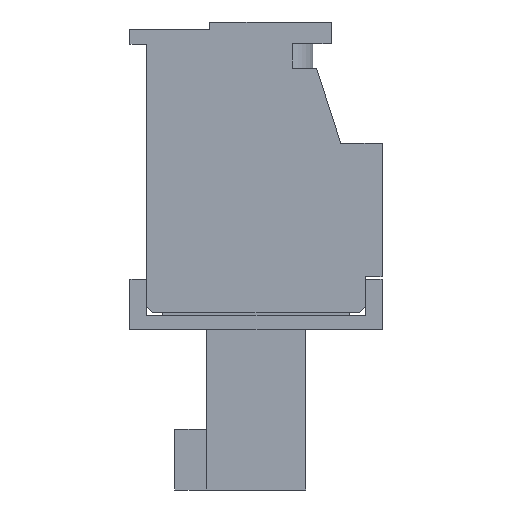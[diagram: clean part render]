
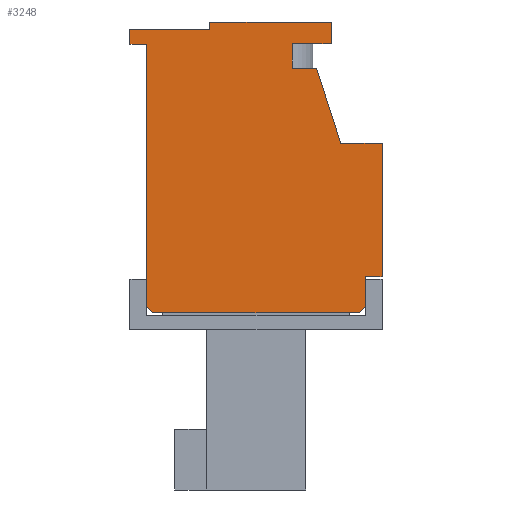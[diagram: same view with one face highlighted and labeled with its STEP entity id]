
A CAD part, left-side view. The second image highlights one B-rep face of the part: STEP entity #3248.
In plain terms, the highlighted planar face has unit normal (-1, 0, 0).
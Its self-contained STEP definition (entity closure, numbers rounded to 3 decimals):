
#3248 = ADVANCED_FACE( '', ( #6862 ), #6863, .T. );
#6862 = FACE_OUTER_BOUND( '', #10954, .T. );
#6863 = PLANE( '', #10955 );
#10954 = EDGE_LOOP( '', ( #19856, #19857, #19858, #19859, #19860, #19861, #19862, #19863, #19864, #19865, #19866, #19867, #19868, #19869, #19870, #19871, #19872, #19873 ) );
#10955 = AXIS2_PLACEMENT_3D( '', #19874, #19875, #19876 );
#19856 = ORIENTED_EDGE( '', *, *, #28576, .T. );
#19857 = ORIENTED_EDGE( '', *, *, #27602, .T. );
#19858 = ORIENTED_EDGE( '', *, *, #28577, .F. );
#19859 = ORIENTED_EDGE( '', *, *, #28578, .T. );
#19860 = ORIENTED_EDGE( '', *, *, #28579, .T. );
#19861 = ORIENTED_EDGE( '', *, *, #28310, .T. );
#19862 = ORIENTED_EDGE( '', *, *, #25023, .T. );
#19863 = ORIENTED_EDGE( '', *, *, #25262, .T. );
#19864 = ORIENTED_EDGE( '', *, *, #27442, .T. );
#19865 = ORIENTED_EDGE( '', *, *, #28172, .T. );
#19866 = ORIENTED_EDGE( '', *, *, #28580, .T. );
#19867 = ORIENTED_EDGE( '', *, *, #28581, .T. );
#19868 = ORIENTED_EDGE( '', *, *, #28011, .T. );
#19869 = ORIENTED_EDGE( '', *, *, #28582, .T. );
#19870 = ORIENTED_EDGE( '', *, *, #26479, .T. );
#19871 = ORIENTED_EDGE( '', *, *, #28073, .T. );
#19872 = ORIENTED_EDGE( '', *, *, #27973, .T. );
#19873 = ORIENTED_EDGE( '', *, *, #28100, .T. );
#19874 = CARTESIAN_POINT( '', ( -21., 0., 0. ) );
#19875 = DIRECTION( '', ( -1., 0., 0. ) );
#19876 = DIRECTION( '', ( 0., 0., 1. ) );
#25023 = EDGE_CURVE( '', #29864, #29964, #29966, .T. );
#25262 = EDGE_CURVE( '', #29964, #30394, #30395, .T. );
#26479 = EDGE_CURVE( '', #32486, #32487, #32488, .T. );
#27442 = EDGE_CURVE( '', #30394, #33976, #33977, .T. );
#27602 = EDGE_CURVE( '', #34208, #34206, #34209, .T. );
#27973 = EDGE_CURVE( '', #34717, #34718, #34719, .T. );
#28011 = EDGE_CURVE( '', #34769, #34770, #34771, .T. );
#28073 = EDGE_CURVE( '', #32487, #34717, #34856, .T. );
#28100 = EDGE_CURVE( '', #34718, #34891, #34892, .T. );
#28172 = EDGE_CURVE( '', #33976, #34986, #34988, .T. );
#28310 = EDGE_CURVE( '', #35170, #29864, #35172, .T. );
#28576 = EDGE_CURVE( '', #34891, #34208, #35520, .T. );
#28577 = EDGE_CURVE( '', #35521, #34206, #35522, .T. );
#28578 = EDGE_CURVE( '', #35521, #35523, #35524, .T. );
#28579 = EDGE_CURVE( '', #35523, #35170, #35525, .T. );
#28580 = EDGE_CURVE( '', #34986, #35526, #35527, .T. );
#28581 = EDGE_CURVE( '', #35526, #34769, #35528, .T. );
#28582 = EDGE_CURVE( '', #34770, #32486, #35529, .T. );
#29864 = VERTEX_POINT( '', #37038 );
#29964 = VERTEX_POINT( '', #37188 );
#29966 = LINE( '', #37191, #37192 );
#30394 = VERTEX_POINT( '', #37816 );
#30395 = LINE( '', #37817, #37818 );
#32486 = VERTEX_POINT( '', #40909 );
#32487 = VERTEX_POINT( '', #40910 );
#32488 = LINE( '', #40911, #40912 );
#33976 = VERTEX_POINT( '', #43164 );
#33977 = LINE( '', #43165, #43166 );
#34206 = VERTEX_POINT( '', #43511 );
#34208 = VERTEX_POINT( '', #43514 );
#34209 = LINE( '', #43515, #43516 );
#34717 = VERTEX_POINT( '', #44269 );
#34718 = VERTEX_POINT( '', #44270 );
#34719 = LINE( '', #44271, #44272 );
#34769 = VERTEX_POINT( '', #44348 );
#34770 = VERTEX_POINT( '', #44349 );
#34771 = LINE( '', #44350, #44351 );
#34856 = LINE( '', #44479, #44480 );
#34891 = VERTEX_POINT( '', #44530 );
#34892 = LINE( '', #44531, #44532 );
#34986 = VERTEX_POINT( '', #44678 );
#34988 = LINE( '', #44681, #44682 );
#35170 = VERTEX_POINT( '', #44951 );
#35172 = LINE( '', #44954, #44955 );
#35520 = LINE( '', #45477, #45478 );
#35521 = VERTEX_POINT( '', #45479 );
#35522 = LINE( '', #45480, #45481 );
#35523 = VERTEX_POINT( '', #45482 );
#35524 = LINE( '', #45483, #45484 );
#35525 = LINE( '', #45485, #45486 );
#35526 = VERTEX_POINT( '', #45487 );
#35527 = LINE( '', #45488, #45489 );
#35528 = LINE( '', #45490, #45491 );
#35529 = LINE( '', #45492, #45493 );
#37038 = CARTESIAN_POINT( '', ( -21., -5.2, -3.79 ) );
#37188 = CARTESIAN_POINT( '', ( -21., -5.2, 1.71 ) );
#37191 = CARTESIAN_POINT( '', ( -21., -5.2, -3.79 ) );
#37192 = VECTOR( '', #47467, 1000. );
#37816 = CARTESIAN_POINT( '', ( -21., -3.5, 1.71 ) );
#37817 = CARTESIAN_POINT( '', ( -21., -5.2, 1.71 ) );
#37818 = VECTOR( '', #47696, 1000. );
#40909 = CARTESIAN_POINT( '', ( -21., 1.9, 6.71 ) );
#40910 = CARTESIAN_POINT( '', ( -21., 1.9, 6.41 ) );
#40911 = CARTESIAN_POINT( '', ( -21., 1.9, 6.71 ) );
#40912 = VECTOR( '', #48851, 1000. );
#43164 = CARTESIAN_POINT( '', ( -21., -2.5, 4.81 ) );
#43165 = CARTESIAN_POINT( '', ( -21., -3.5, 1.71 ) );
#43166 = VECTOR( '', #49739, 1000. );
#43511 = CARTESIAN_POINT( '', ( -21., 4.25, -5.29 ) );
#43514 = CARTESIAN_POINT( '', ( -21., 4.5, -5.04 ) );
#43515 = CARTESIAN_POINT( '', ( -21., 4.77, -4.77 ) );
#43516 = VECTOR( '', #49876, 1000. );
#44269 = CARTESIAN_POINT( '', ( -21., 5.2, 6.41 ) );
#44270 = CARTESIAN_POINT( '', ( -21., 5.2, 5.79 ) );
#44271 = CARTESIAN_POINT( '', ( -21., 5.2, 6.41 ) );
#44272 = VECTOR( '', #50196, 1000. );
#44348 = CARTESIAN_POINT( '', ( -21., -3.1, 5.81 ) );
#44349 = CARTESIAN_POINT( '', ( -21., -3.1, 6.71 ) );
#44350 = CARTESIAN_POINT( '', ( -21., -3.1, 5.81 ) );
#44351 = VECTOR( '', #50223, 1000. );
#44479 = CARTESIAN_POINT( '', ( -21., 1.9, 6.41 ) );
#44480 = VECTOR( '', #50272, 1000. );
#44530 = CARTESIAN_POINT( '', ( -21., 4.5, 5.79 ) );
#44531 = CARTESIAN_POINT( '', ( -21., 5.2, 5.79 ) );
#44532 = VECTOR( '', #50297, 1000. );
#44678 = CARTESIAN_POINT( '', ( -21., -1.5, 4.81 ) );
#44681 = CARTESIAN_POINT( '', ( -21., -1.5, 4.81 ) );
#44682 = VECTOR( '', #50355, 1000. );
#44951 = CARTESIAN_POINT( '', ( -21., -4.5, -3.79 ) );
#44954 = CARTESIAN_POINT( '', ( -21., -4.5, -3.79 ) );
#44955 = VECTOR( '', #50467, 1000. );
#45477 = CARTESIAN_POINT( '', ( -21., 4.5, 5.79 ) );
#45478 = VECTOR( '', #50669, 1000. );
#45479 = CARTESIAN_POINT( '', ( -21., -4.25, -5.29 ) );
#45480 = CARTESIAN_POINT( '', ( -21., 0., -5.29 ) );
#45481 = VECTOR( '', #50670, 1000. );
#45482 = CARTESIAN_POINT( '', ( -21., -4.5, -5.04 ) );
#45483 = CARTESIAN_POINT( '', ( -21., -4.77, -4.77 ) );
#45484 = VECTOR( '', #50671, 1000. );
#45485 = CARTESIAN_POINT( '', ( -21., -4.5, -5.79 ) );
#45486 = VECTOR( '', #50672, 1000. );
#45487 = CARTESIAN_POINT( '', ( -21., -1.5, 5.81 ) );
#45488 = CARTESIAN_POINT( '', ( -21., -1.5, 4.81 ) );
#45489 = VECTOR( '', #50673, 1000. );
#45490 = CARTESIAN_POINT( '', ( -21., -1.5, 5.81 ) );
#45491 = VECTOR( '', #50674, 1000. );
#45492 = CARTESIAN_POINT( '', ( -21., -3.1, 6.71 ) );
#45493 = VECTOR( '', #50675, 1000. );
#47467 = DIRECTION( '', ( 0., 0., 1. ) );
#47696 = DIRECTION( '', ( 0., 1., 0. ) );
#48851 = DIRECTION( '', ( 0., 0., -1. ) );
#49739 = DIRECTION( '', ( 0., 0.307, 0.952 ) );
#49876 = DIRECTION( '', ( 0., -0.707, -0.707 ) );
#50196 = DIRECTION( '', ( 0., 0., -1. ) );
#50223 = DIRECTION( '', ( 0., 0., 1. ) );
#50272 = DIRECTION( '', ( 0., 1., 0. ) );
#50297 = DIRECTION( '', ( 0., -1., 0. ) );
#50355 = DIRECTION( '', ( 0., 1., 0. ) );
#50467 = DIRECTION( '', ( 0., -1., 0. ) );
#50669 = DIRECTION( '', ( 0., 0., -1. ) );
#50670 = DIRECTION( '', ( 0., 1., 0. ) );
#50671 = DIRECTION( '', ( 0., -0.707, 0.707 ) );
#50672 = DIRECTION( '', ( 0., 0., 1. ) );
#50673 = DIRECTION( '', ( 0., 0., 1. ) );
#50674 = DIRECTION( '', ( 0., -1., 0. ) );
#50675 = DIRECTION( '', ( 0., 1., 0. ) );
